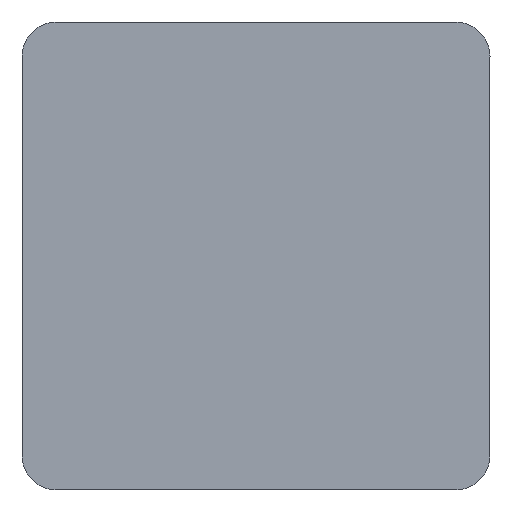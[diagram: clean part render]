
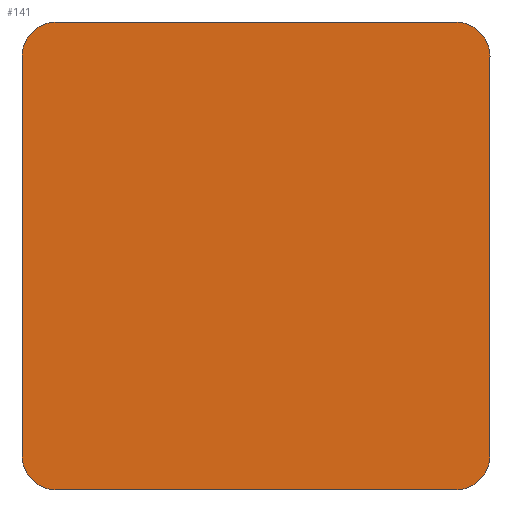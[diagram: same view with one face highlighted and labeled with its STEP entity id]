
A CAD part, top view. The second image highlights one B-rep face of the part: STEP entity #141.
In plain terms, the highlighted planar face has unit normal (0, 0, 1).
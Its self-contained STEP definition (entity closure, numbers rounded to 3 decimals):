
#75=EDGE_CURVE('',#145,#81,#193,.T.);
#77=VERTEX_POINT('',#195);
#81=VERTEX_POINT('',#200);
#85=EDGE_CURVE('',#113,#109,#204,.T.);
#91=EDGE_CURVE('',#173,#145,#210,.T.);
#93=VERTEX_POINT('',#212);
#109=VERTEX_POINT('',#230);
#113=VERTEX_POINT('',#235);
#117=EDGE_CURVE('',#93,#113,#240,.T.);
#131=EDGE_CURVE('',#109,#173,#254,.T.);
#133=EDGE_CURVE('',#81,#169,#256,.T.);
#139=EDGE_CURVE('',#77,#93,#262,.T.);
#141=ADVANCED_FACE('',(#264),#265,.T.);
#145=VERTEX_POINT('',#269);
#147=EDGE_CURVE('',#169,#77,#271,.T.);
#169=VERTEX_POINT('',#297);
#173=VERTEX_POINT('',#301);
#193=CIRCLE('',#312,0.8);
#195=CARTESIAN_POINT('',(0.8,0.0,0.0));
#200=CARTESIAN_POINT('',(0.,10.09,0.0));
#204=LINE('',#325,#326);
#210=LINE('',#332,#333);
#212=CARTESIAN_POINT('',(10.09,0.0,0.0));
#230=CARTESIAN_POINT('',(10.89,10.09,0.0));
#235=CARTESIAN_POINT('',(10.89,0.8,0.0));
#240=CIRCLE('',#370,0.8);
#254=CIRCLE('',#395,0.8);
#256=LINE('',#398,#399);
#262=LINE('',#409,#410);
#264=FACE_OUTER_BOUND('',#412,.T.);
#265=PLANE('',#413);
#269=CARTESIAN_POINT('',(0.8,10.89,0.0));
#271=CIRCLE('',#422,0.8);
#297=CARTESIAN_POINT('',(0.0,0.8,0.0));
#301=CARTESIAN_POINT('',(10.09,10.89,0.0));
#312=AXIS2_PLACEMENT_3D('',#462,#463,#464);
#325=CARTESIAN_POINT('',(10.89,0.8,0.0));
#326=VECTOR('',#476,1.0);
#332=CARTESIAN_POINT('',(10.09,10.89,0.0));
#333=VECTOR('',#478,1.0);
#370=AXIS2_PLACEMENT_3D('',#523,#524,#525);
#395=AXIS2_PLACEMENT_3D('',#531,#532,#533);
#398=CARTESIAN_POINT('',(0.0,10.09,0.0));
#399=VECTOR('',#534,1.0);
#409=CARTESIAN_POINT('',(0.8,0.0,0.0));
#410=VECTOR('',#539,1.0);
#412=EDGE_LOOP('',(#541,#542,#543,#544,#545,#546,#547,#548));
#413=AXIS2_PLACEMENT_3D('',#549,#550,#551);
#422=AXIS2_PLACEMENT_3D('',#553,#554,#555);
#462=CARTESIAN_POINT('',(0.8,10.09,0.0));
#463=DIRECTION('',(0.0,0.0,1.0));
#464=DIRECTION('',(0.,1.0,0.0));
#476=DIRECTION('',(0.0,1.0,0.0));
#478=DIRECTION('',(-1.0,0.0,0.0));
#523=CARTESIAN_POINT('',(10.09,0.8,0.0));
#524=DIRECTION('',(0.0,0.0,1.0));
#525=DIRECTION('',(0.,-1.0,0.0));
#531=CARTESIAN_POINT('',(10.09,10.09,0.0));
#532=DIRECTION('',(0.0,-0.0,1.0));
#533=DIRECTION('',(1.0,0.,0.0));
#534=DIRECTION('',(0.0,-1.0,0.0));
#539=DIRECTION('',(1.0,0.0,0.0));
#541=ORIENTED_EDGE('',*,*,#139,.T.);
#542=ORIENTED_EDGE('',*,*,#117,.T.);
#543=ORIENTED_EDGE('',*,*,#85,.T.);
#544=ORIENTED_EDGE('',*,*,#131,.T.);
#545=ORIENTED_EDGE('',*,*,#91,.T.);
#546=ORIENTED_EDGE('',*,*,#75,.T.);
#547=ORIENTED_EDGE('',*,*,#133,.T.);
#548=ORIENTED_EDGE('',*,*,#147,.T.);
#549=CARTESIAN_POINT('',(5.445,5.445,0.0));
#550=DIRECTION('',(0.0,0.0,1.0));
#551=DIRECTION('',(1.0,0.0,0.0));
#553=CARTESIAN_POINT('',(0.8,0.8,0.0));
#554=DIRECTION('',(0.0,0.0,1.0));
#555=DIRECTION('',(-1.0,0.,0.0));
